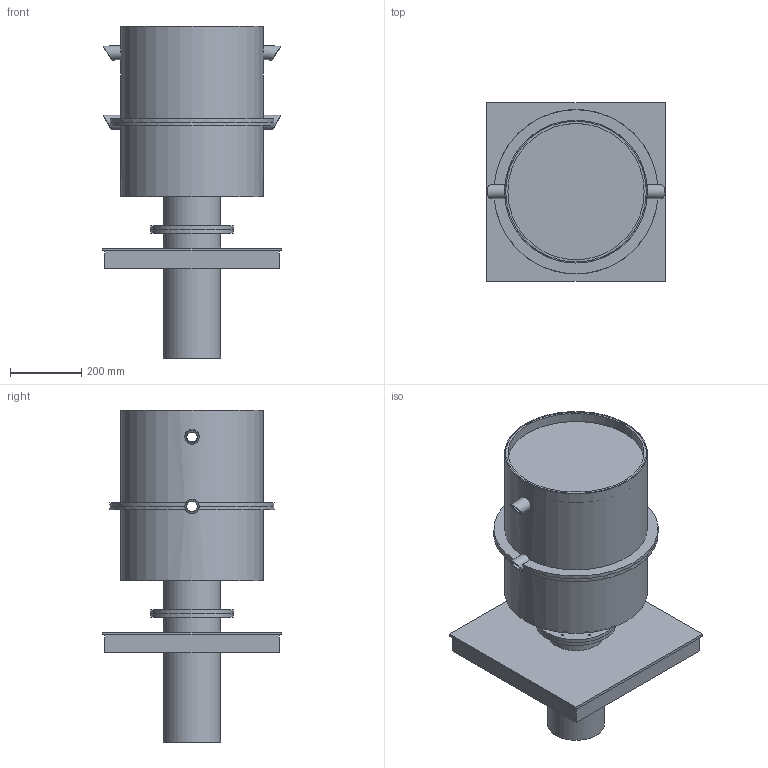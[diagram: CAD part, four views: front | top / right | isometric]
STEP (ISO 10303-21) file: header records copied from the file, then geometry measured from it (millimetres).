
FILE_DESCRIPTION(/* description */ ('VRV100 mit Montageplatte'),/* implementation_level */ '2;1');
FILE_NAME(/* name */ 'VRV100_MPL_model.stp',/* time_stamp */ '2021-07-22T15:10:07+02:00',/* author */ ('Rissler'),/* organization */ ('Mietzsch GmbH Lufttechnik Dresden'),/* preprocessor_version */ 'ST-DEVELOPER v18.1',/* originating_system */ 'Autodesk Inventor 2020',/* authorisation */ '');
FILE_SCHEMA (('AUTOMOTIVE_DESIGN { 1 0 10303 214 3 1 1 }'));
Length unit declared in the file: millimetre
Products named in the file (1): VRV_iL_CSV
Bounding box: 500 x 500 x 930 mm (x, y, z)
Volume: 7354724.5 mm3; surface area: 3188502.5 mm2
Topology: 12 solids, 12 shells, 102 faces, 242 edges, 169 vertices
Faces by surface type: cylinder 57, plane 45
Full cylindrical faces by diameter (mm): 7 x16, 30 x6, 40 x6, 152 x1, 154 x1, 160 x5, 230 x2, 382 x1, 394 x2, 400 x1
Entity records: 3650 total; most frequent: CARTESIAN_POINT 1062, DIRECTION 521, ORIENTED_EDGE 484, EDGE_CURVE 242, AXIS2_PLACEMENT_3D 212, VERTEX_POINT 169, EDGE_LOOP 161, FACE_OUTER_BOUND 102
